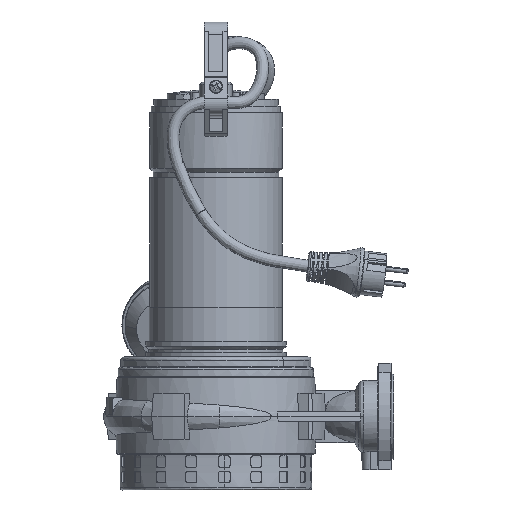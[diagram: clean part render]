
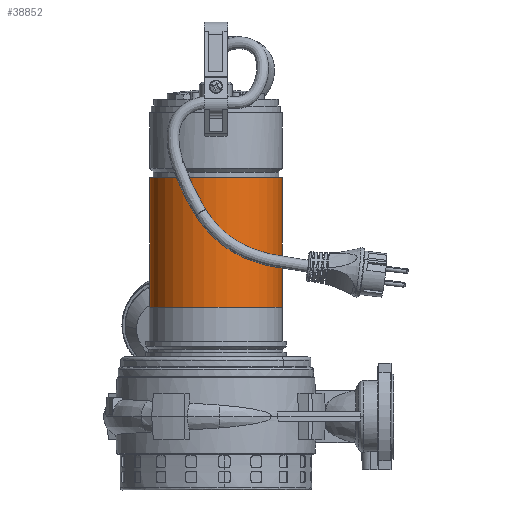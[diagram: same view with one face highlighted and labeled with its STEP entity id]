
A CAD part, front view. The second image highlights one B-rep face of the part: STEP entity #38852.
In plain terms, the highlighted cylindrical face has radius 56 mm (diameter 112 mm), a partial arc.
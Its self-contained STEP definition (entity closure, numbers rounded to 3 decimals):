
#2918 = DIRECTION ( 'NONE',  ( 0., 0., -1. ) ) ;
#5013 = ORIENTED_EDGE ( 'NONE', *, *, #72204, .T. ) ;
#5388 = DIRECTION ( 'NONE',  ( 0., -1., 0. ) ) ;
#5664 = LINE ( 'NONE', #58284, #54729 ) ;
#10032 = DIRECTION ( 'NONE',  ( 0., -1., 0. ) ) ;
#15301 = CARTESIAN_POINT ( 'NONE',  ( 0., 51., -56. ) ) ;
#16189 = VERTEX_POINT ( 'NONE', #15301 ) ;
#18034 = EDGE_CURVE ( 'NONE', #49095, #31956, #5664, .T. ) ;
#20539 = DIRECTION ( 'NONE',  ( 0., 0., -1. ) ) ;
#21167 = DIRECTION ( 'NONE',  ( 0., 1., 0. ) ) ;
#26855 = CIRCLE ( 'NONE', #48050, 56. ) ;
#27469 = DIRECTION ( 'NONE',  ( 0., -1., 0. ) ) ;
#29728 = DIRECTION ( 'NONE',  ( 0., -1., 0. ) ) ;
#31956 = VERTEX_POINT ( 'NONE', #56921 ) ;
#32307 = FACE_OUTER_BOUND ( 'NONE', #42029, .T. ) ;
#34386 = CARTESIAN_POINT ( 'NONE',  ( 0., 160., 56. ) ) ;
#38852 = ADVANCED_FACE ( 'NONE', ( #32307 ), #75929, .T. ) ;
#42029 = EDGE_LOOP ( 'NONE', ( #93421, #81339, #5013, #48018 ) ) ;
#42592 = AXIS2_PLACEMENT_3D ( 'NONE', #70330, #5388, #20539 ) ;
#43443 = DIRECTION ( 'NONE',  ( 0., 0., -1. ) ) ;
#44444 = CARTESIAN_POINT ( 'NONE',  ( 0., 160., -56. ) ) ;
#46086 = CARTESIAN_POINT ( 'NONE',  ( 0., 160., 0. ) ) ;
#48018 = ORIENTED_EDGE ( 'NONE', *, *, #80669, .F. ) ;
#48050 = AXIS2_PLACEMENT_3D ( 'NONE', #80432, #21167, #43443 ) ;
#49095 = VERTEX_POINT ( 'NONE', #34386 ) ;
#53070 = VERTEX_POINT ( 'NONE', #44444 ) ;
#54729 = VECTOR ( 'NONE', #27469, 1000. ) ;
#56921 = CARTESIAN_POINT ( 'NONE',  ( 0., 51., 56. ) ) ;
#58284 = CARTESIAN_POINT ( 'NONE',  ( 0., 160., 56. ) ) ;
#59093 = VECTOR ( 'NONE', #29728, 1000. ) ;
#62495 = CIRCLE ( 'NONE', #42592, 56. ) ;
#66213 = LINE ( 'NONE', #81401, #59093 ) ;
#70330 = CARTESIAN_POINT ( 'NONE',  ( 0., 160., 0. ) ) ;
#72204 = EDGE_CURVE ( 'NONE', #31956, #16189, #26855, .T. ) ;
#75929 = CYLINDRICAL_SURFACE ( 'NONE', #87702, 56. ) ;
#80432 = CARTESIAN_POINT ( 'NONE',  ( 0., 51., 0. ) ) ;
#80669 = EDGE_CURVE ( 'NONE', #53070, #16189, #66213, .T. ) ;
#81339 = ORIENTED_EDGE ( 'NONE', *, *, #18034, .T. ) ;
#81401 = CARTESIAN_POINT ( 'NONE',  ( 0., 160., -56. ) ) ;
#87702 = AXIS2_PLACEMENT_3D ( 'NONE', #46086, #10032, #2918 ) ;
#93371 = EDGE_CURVE ( 'NONE', #53070, #49095, #62495, .T. ) ;
#93421 = ORIENTED_EDGE ( 'NONE', *, *, #93371, .T. ) ;
